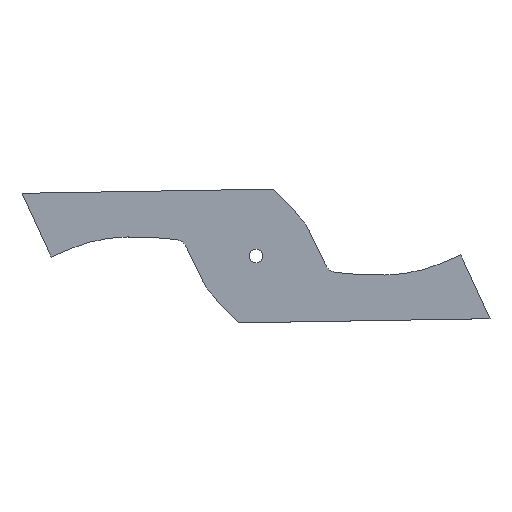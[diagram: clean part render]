
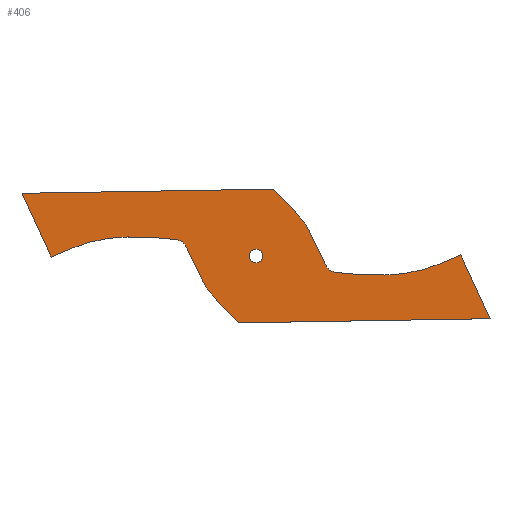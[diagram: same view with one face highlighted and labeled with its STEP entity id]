
A CAD part, top view. The second image highlights one B-rep face of the part: STEP entity #406.
In plain terms, the highlighted planar face has unit normal (0, 0, 1).
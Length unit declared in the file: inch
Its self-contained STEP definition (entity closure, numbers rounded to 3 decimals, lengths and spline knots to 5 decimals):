
#15=FACE_BOUND('',#70,.T.);
#27=PLANE('',#447);
#48=FACE_OUTER_BOUND('',#69,.T.);
#69=EDGE_LOOP('',(#340,#341,#342,#343,#344,#345,#346,#347,#348,#349,#350,
#351,#352,#353,#354,#355,#356,#357));
#70=EDGE_LOOP('',(#358));
#79=LINE('',#600,#118);
#82=LINE('',#606,#121);
#85=LINE('',#612,#124);
#88=LINE('',#618,#127);
#92=LINE('',#630,#131);
#98=LINE('',#654,#137);
#101=LINE('',#660,#140);
#104=LINE('',#666,#143);
#107=LINE('',#672,#146);
#111=LINE('',#682,#150);
#118=VECTOR('',#483,0.3937);
#121=VECTOR('',#488,0.3937);
#124=VECTOR('',#493,0.3937);
#127=VECTOR('',#498,0.3937);
#131=VECTOR('',#510,0.3937);
#137=VECTOR('',#536,0.3937);
#140=VECTOR('',#541,0.3937);
#143=VECTOR('',#546,0.3937);
#146=VECTOR('',#551,0.3937);
#150=VECTOR('',#563,0.3937);
#152=CIRCLE('',#412,0.09843);
#154=CIRCLE('',#415,0.2);
#156=CIRCLE('',#418,6.05);
#158=CIRCLE('',#421,2.1);
#160=CIRCLE('',#428,0.85);
#162=CIRCLE('',#432,0.2);
#164=CIRCLE('',#435,6.05);
#166=CIRCLE('',#438,2.1);
#168=CIRCLE('',#445,0.85);
#170=VERTEX_POINT('',#572);
#173=VERTEX_POINT('',#579);
#174=VERTEX_POINT('',#581);
#176=VERTEX_POINT('',#587);
#178=VERTEX_POINT('',#593);
#180=VERTEX_POINT('',#599);
#182=VERTEX_POINT('',#605);
#184=VERTEX_POINT('',#611);
#186=VERTEX_POINT('',#617);
#188=VERTEX_POINT('',#623);
#190=VERTEX_POINT('',#629);
#192=VERTEX_POINT('',#635);
#194=VERTEX_POINT('',#641);
#196=VERTEX_POINT('',#647);
#198=VERTEX_POINT('',#653);
#200=VERTEX_POINT('',#659);
#202=VERTEX_POINT('',#665);
#204=VERTEX_POINT('',#671);
#206=VERTEX_POINT('',#677);
#209=EDGE_CURVE('',#170,#170,#152,.T.);
#212=EDGE_CURVE('',#174,#173,#154,.T.);
#215=EDGE_CURVE('',#176,#174,#156,.T.);
#218=EDGE_CURVE('',#178,#176,#158,.T.);
#221=EDGE_CURVE('',#180,#178,#79,.T.);
#224=EDGE_CURVE('',#182,#180,#82,.T.);
#227=EDGE_CURVE('',#184,#182,#85,.T.);
#230=EDGE_CURVE('',#186,#184,#88,.T.);
#233=EDGE_CURVE('',#188,#186,#160,.T.);
#236=EDGE_CURVE('',#190,#188,#92,.T.);
#239=EDGE_CURVE('',#192,#190,#162,.T.);
#242=EDGE_CURVE('',#194,#192,#164,.T.);
#245=EDGE_CURVE('',#196,#194,#166,.T.);
#248=EDGE_CURVE('',#198,#196,#98,.T.);
#251=EDGE_CURVE('',#200,#198,#101,.T.);
#254=EDGE_CURVE('',#202,#200,#104,.T.);
#257=EDGE_CURVE('',#204,#202,#107,.T.);
#260=EDGE_CURVE('',#206,#204,#168,.T.);
#263=EDGE_CURVE('',#173,#206,#111,.T.);
#340=ORIENTED_EDGE('',*,*,#263,.T.);
#341=ORIENTED_EDGE('',*,*,#260,.T.);
#342=ORIENTED_EDGE('',*,*,#257,.T.);
#343=ORIENTED_EDGE('',*,*,#254,.T.);
#344=ORIENTED_EDGE('',*,*,#251,.T.);
#345=ORIENTED_EDGE('',*,*,#248,.T.);
#346=ORIENTED_EDGE('',*,*,#245,.T.);
#347=ORIENTED_EDGE('',*,*,#242,.T.);
#348=ORIENTED_EDGE('',*,*,#239,.T.);
#349=ORIENTED_EDGE('',*,*,#236,.T.);
#350=ORIENTED_EDGE('',*,*,#233,.T.);
#351=ORIENTED_EDGE('',*,*,#230,.T.);
#352=ORIENTED_EDGE('',*,*,#227,.T.);
#353=ORIENTED_EDGE('',*,*,#224,.T.);
#354=ORIENTED_EDGE('',*,*,#221,.T.);
#355=ORIENTED_EDGE('',*,*,#218,.T.);
#356=ORIENTED_EDGE('',*,*,#215,.T.);
#357=ORIENTED_EDGE('',*,*,#212,.T.);
#358=ORIENTED_EDGE('',*,*,#209,.T.);
#406=ADVANCED_FACE('',(#48,#15),#27,.T.);
#412=AXIS2_PLACEMENT_3D('',#574,#456,#457);
#415=AXIS2_PLACEMENT_3D('',#582,#463,#464);
#418=AXIS2_PLACEMENT_3D('',#588,#470,#471);
#421=AXIS2_PLACEMENT_3D('',#594,#477,#478);
#428=AXIS2_PLACEMENT_3D('',#624,#504,#505);
#432=AXIS2_PLACEMENT_3D('',#636,#516,#517);
#435=AXIS2_PLACEMENT_3D('',#642,#523,#524);
#438=AXIS2_PLACEMENT_3D('',#648,#530,#531);
#445=AXIS2_PLACEMENT_3D('',#678,#557,#558);
#447=AXIS2_PLACEMENT_3D('',#683,#564,#565);
#456=DIRECTION('center_axis',(0.,0.,-1.));
#457=DIRECTION('ref_axis',(1.,0.,0.));
#463=DIRECTION('center_axis',(0.,0.,-1.));
#464=DIRECTION('ref_axis',(-0.901,-0.433,0.));
#470=DIRECTION('center_axis',(0.,0.,-1.));
#471=DIRECTION('ref_axis',(-0.109,-0.994,0.));
#477=DIRECTION('center_axis',(0.,0.,-1.));
#478=DIRECTION('ref_axis',(0.006,-1.,0.));
#483=DIRECTION('',(-0.922,-0.388,0.));
#488=DIRECTION('',(-0.416,0.909,0.));
#493=DIRECTION('',(1.,0.016,0.));
#498=DIRECTION('',(0.685,-0.729,0.));
#504=DIRECTION('center_axis',(0.,0.,1.));
#505=DIRECTION('ref_axis',(-0.901,-0.433,0.));
#510=DIRECTION('',(0.433,-0.901,0.));
#516=DIRECTION('center_axis',(0.,0.,-1.));
#517=DIRECTION('ref_axis',(0.901,0.433,0.));
#523=DIRECTION('center_axis',(0.,0.,-1.));
#524=DIRECTION('ref_axis',(0.109,0.994,0.));
#530=DIRECTION('center_axis',(0.,0.,-1.));
#531=DIRECTION('ref_axis',(-0.006,1.,0.));
#536=DIRECTION('',(0.922,0.388,0.));
#541=DIRECTION('',(0.416,-0.909,0.));
#546=DIRECTION('',(-1.,-0.016,0.));
#551=DIRECTION('',(-0.685,0.729,0.));
#557=DIRECTION('center_axis',(0.,0.,1.));
#558=DIRECTION('ref_axis',(0.901,0.433,0.));
#563=DIRECTION('',(-0.433,0.901,0.));
#564=DIRECTION('center_axis',(0.,0.,1.));
#565=DIRECTION('ref_axis',(0.966,-0.259,0.));
#572=CARTESIAN_POINT('',(3.90157,-1.,-0.375));
#574=CARTESIAN_POINT('Origin',(4.,-1.,-0.375));
#579=CARTESIAN_POINT('',(5.00376,-1.12653,-0.375));
#581=CARTESIAN_POINT('',(5.16222,-1.23874,-0.375));
#582=CARTESIAN_POINT('Origin',(5.18404,-1.03993,-0.375));
#587=CARTESIAN_POINT('',(5.86008,-1.27473,-0.375));
#588=CARTESIAN_POINT('Origin',(5.82224,4.77515,-0.375));
#593=CARTESIAN_POINT('',(6.66086,-1.11063,-0.375));
#594=CARTESIAN_POINT('Origin',(5.84694,0.82523,-0.375));
#599=CARTESIAN_POINT('',(6.95925,-0.98517,-0.375));
#600=CARTESIAN_POINT('',(6.95925,-0.98517,-0.375));
#605=CARTESIAN_POINT('',(7.38074,-1.90587,-0.375));
#606=CARTESIAN_POINT('',(7.38074,-1.90587,-0.375));
#611=CARTESIAN_POINT('',(3.74118,-1.96593,-0.375));
#612=CARTESIAN_POINT('',(3.74118,-1.96593,-0.375));
#617=CARTESIAN_POINT('',(3.3805,-1.58199,-0.375));
#618=CARTESIAN_POINT('',(3.74118,-1.96593,-0.375));
#623=CARTESIAN_POINT('',(3.23381,-1.36805,-0.375));
#624=CARTESIAN_POINT('Origin',(4.,-1.,-0.375));
#629=CARTESIAN_POINT('',(2.99624,-0.87347,-0.375));
#630=CARTESIAN_POINT('',(2.99624,-0.87347,-0.375));
#635=CARTESIAN_POINT('',(2.83778,-0.76126,-0.375));
#636=CARTESIAN_POINT('Origin',(2.81596,-0.96007,-0.375));
#641=CARTESIAN_POINT('',(2.13992,-0.72527,-0.375));
#642=CARTESIAN_POINT('Origin',(2.17776,-6.77515,-0.375));
#647=CARTESIAN_POINT('',(1.33914,-0.88937,-0.375));
#648=CARTESIAN_POINT('Origin',(2.15306,-2.82523,-0.375));
#653=CARTESIAN_POINT('',(1.04075,-1.01483,-0.375));
#654=CARTESIAN_POINT('',(1.04075,-1.01483,-0.375));
#659=CARTESIAN_POINT('',(0.61926,-0.09413,-0.375));
#660=CARTESIAN_POINT('',(0.61926,-0.09413,-0.375));
#665=CARTESIAN_POINT('',(4.25882,-0.03407,-0.375));
#666=CARTESIAN_POINT('',(4.25882,-0.03407,-0.375));
#671=CARTESIAN_POINT('',(4.6195,-0.41801,-0.375));
#672=CARTESIAN_POINT('',(4.25882,-0.03407,-0.375));
#677=CARTESIAN_POINT('',(4.76619,-0.63195,-0.375));
#678=CARTESIAN_POINT('Origin',(4.,-1.,-0.375));
#682=CARTESIAN_POINT('',(5.00376,-1.12653,-0.375));
#683=CARTESIAN_POINT('Origin',(4.,-1.,-0.375));
